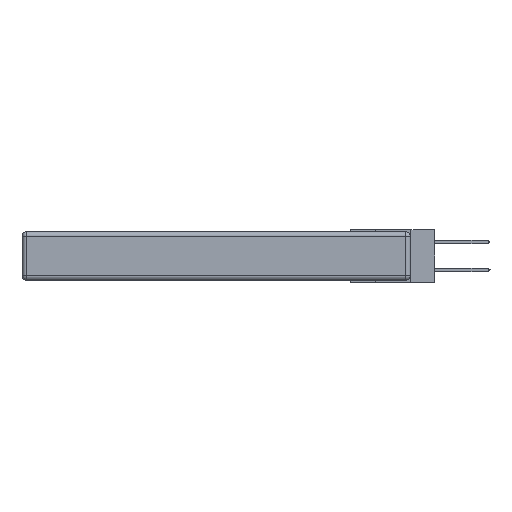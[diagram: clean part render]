
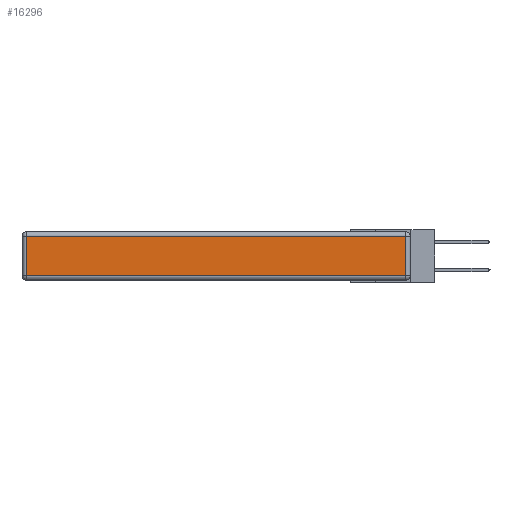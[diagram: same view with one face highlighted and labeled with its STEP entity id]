
A CAD part, left-side view. The second image highlights one B-rep face of the part: STEP entity #16296.
In plain terms, the highlighted planar face has unit normal (-1, 0, 0).
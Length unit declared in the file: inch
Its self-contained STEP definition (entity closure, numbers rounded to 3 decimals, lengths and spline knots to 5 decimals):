
#119 = DIRECTION ( 'NONE',  ( 0., 0., -1. ) ) ;
#302 = VERTEX_POINT ( 'NONE', #11983 ) ;
#692 = EDGE_LOOP ( 'NONE', ( #17426, #15675, #1352, #2543 ) ) ;
#1299 = CARTESIAN_POINT ( 'NONE',  ( 0., 0., -0.343 ) ) ;
#1352 = ORIENTED_EDGE ( 'NONE', *, *, #9119, .T. ) ;
#2136 = VECTOR ( 'NONE', #13496, 39.37008 ) ;
#2148 = CARTESIAN_POINT ( 'NONE',  ( 0., 0.03, -0.313 ) ) ;
#2436 = VERTEX_POINT ( 'NONE', #15865 ) ;
#2543 = ORIENTED_EDGE ( 'NONE', *, *, #14578, .T. ) ;
#3177 = LINE ( 'NONE', #9972, #4934 ) ;
#4040 = PLANE ( 'NONE',  #15794 ) ;
#4934 = VECTOR ( 'NONE', #7207, 39.37008 ) ;
#4970 = VECTOR ( 'NONE', #119, 39.37008 ) ;
#5521 = EDGE_CURVE ( 'NONE', #9638, #302, #9843, .T. ) ;
#6458 = CARTESIAN_POINT ( 'NONE',  ( 0., 0., -0.313 ) ) ;
#7127 = CARTESIAN_POINT ( 'NONE',  ( 0., 2.72, -0.313 ) ) ;
#7207 = DIRECTION ( 'NONE',  ( 0., 1., 0. ) ) ;
#7404 = LINE ( 'NONE', #15570, #4970 ) ;
#7804 = EDGE_CURVE ( 'NONE', #13286, #9638, #16083, .T. ) ;
#8982 = DIRECTION ( 'NONE',  ( -1., 0., 0. ) ) ;
#9119 = EDGE_CURVE ( 'NONE', #302, #2436, #3177, .T. ) ;
#9638 = VERTEX_POINT ( 'NONE', #2148 ) ;
#9843 = LINE ( 'NONE', #15789, #11563 ) ;
#9972 = CARTESIAN_POINT ( 'NONE',  ( 0., 2.75, -0.03 ) ) ;
#11560 = DIRECTION ( 'NONE',  ( 0., 0., 1. ) ) ;
#11563 = VECTOR ( 'NONE', #15615, 39.37008 ) ;
#11983 = CARTESIAN_POINT ( 'NONE',  ( 0., 0.03, -0.03 ) ) ;
#13286 = VERTEX_POINT ( 'NONE', #7127 ) ;
#13496 = DIRECTION ( 'NONE',  ( 0., -1., 0. ) ) ;
#13653 = FACE_OUTER_BOUND ( 'NONE', #692, .T. ) ;
#14578 = EDGE_CURVE ( 'NONE', #2436, #13286, #7404, .T. ) ;
#15570 = CARTESIAN_POINT ( 'NONE',  ( 0., 2.72, -0.343 ) ) ;
#15615 = DIRECTION ( 'NONE',  ( 0., 0., 1. ) ) ;
#15675 = ORIENTED_EDGE ( 'NONE', *, *, #5521, .T. ) ;
#15789 = CARTESIAN_POINT ( 'NONE',  ( 0., 0.03, -0.343 ) ) ;
#15794 = AXIS2_PLACEMENT_3D ( 'NONE', #1299, #8982, #11560 ) ;
#15865 = CARTESIAN_POINT ( 'NONE',  ( 0., 2.72, -0.03 ) ) ;
#16083 = LINE ( 'NONE', #6458, #2136 ) ;
#16296 = ADVANCED_FACE ( 'NONE', ( #13653 ), #4040, .T. ) ;
#17426 = ORIENTED_EDGE ( 'NONE', *, *, #7804, .T. ) ;
